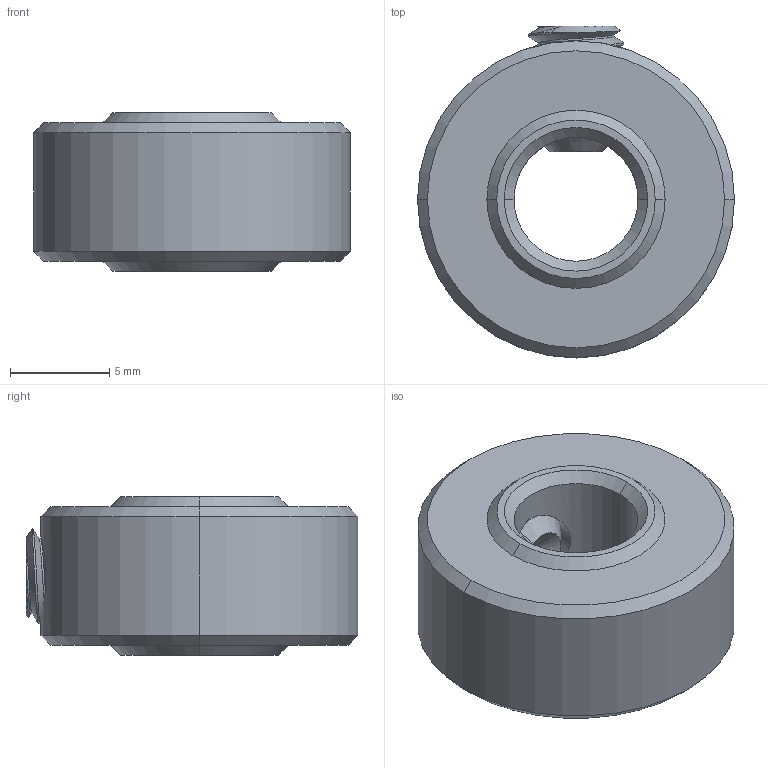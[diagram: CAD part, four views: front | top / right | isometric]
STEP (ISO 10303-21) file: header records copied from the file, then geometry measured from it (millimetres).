
FILE_DESCRIPTION (( 'STEP AP203' ), '1' );
FILE_NAME ('am-1651 6mm Round Thin Collar Clamp for Set Screw (1 Part) Assembly.STEP', '2022-06-07T18:46:31', ( '' ), ( '' ), 'SwSTEP 2.0', 'SolidWorks 2021', '' );
FILE_SCHEMA (( 'CONFIG_CONTROL_DESIGN' ));
Length unit declared in the file: inch
Products named in the file (3): 10-32 x 0.25 Set Screw CP_91375A438; am-1651 6mm Round Thin Collar Clamp for Set Screw (1 Part) Assembly; 6mm Round Thin Collar Clamp Body for Set Screw
Assembly tree (2 placements, depth 2):
  am-1651 6mm Round Thin Collar Clamp for Set Screw (1 Part) Assembly
    6mm Round Thin Collar Clamp Body for Set Screw
    10-32 x 0.25 Set Screw CP_91375A438
Bounding box: 16 x 16.75 x 8 mm (x, y, z)
Volume: 1216.1 mm3; surface area: 1031.7 mm2
Topology: 2 solids, 2 shells, 68 faces, 158 edges, 93 vertices
Faces by surface type: cone 28, cylinder 20, plane 17, bspline 3
Entity records: 3658 total; most frequent: CARTESIAN_POINT 1934, ORIENTED_EDGE 308, DIRECTION 286, EDGE_CURVE 154, AXIS2_PLACEMENT_3D 114, VERTEX_POINT 93, EDGE_LOOP 75, ADVANCED_FACE 68
